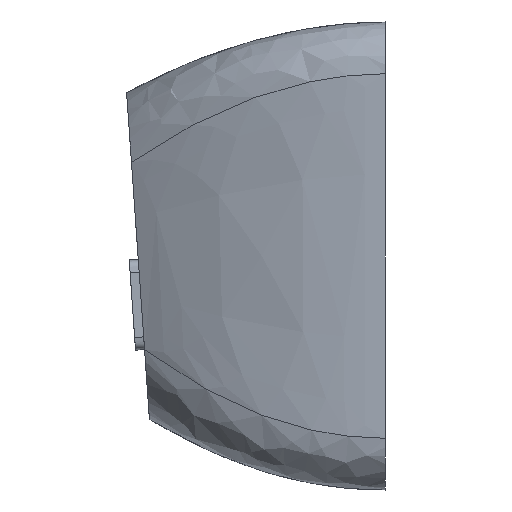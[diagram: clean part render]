
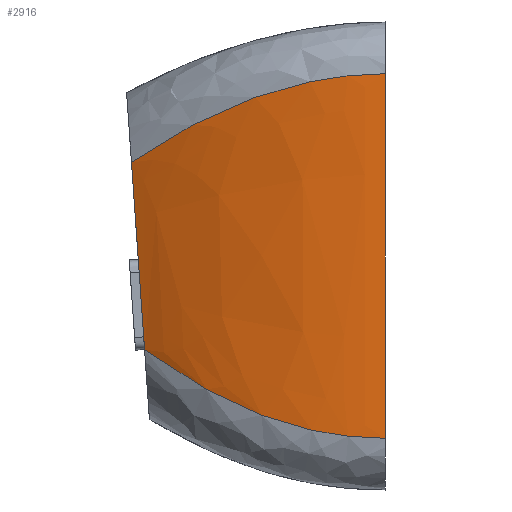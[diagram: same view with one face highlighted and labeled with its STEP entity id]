
A CAD part, left-side view. The second image highlights one B-rep face of the part: STEP entity #2916.
In plain terms, the highlighted free-form (B-spline) face has degree [3, 3] with [4, 4] control points.
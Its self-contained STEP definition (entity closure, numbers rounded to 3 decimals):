
#72=B_SPLINE_SURFACE_WITH_KNOTS('',3,3,((#5505,#5506,#5507,#5508),(#5509,
#5510,#5511,#5512),(#5513,#5514,#5515,#5516),(#5517,#5518,#5519,#5520)),
 .UNSPECIFIED.,.F.,.F.,.F.,(4,4),(4,4),(0.,1.),(0.,1.),.UNSPECIFIED.);
#187=B_SPLINE_CURVE_WITH_KNOTS('',3,(#5497,#5498,#5499,#5500),
 .UNSPECIFIED.,.F.,.F.,(4,4),(0.,1.),.UNSPECIFIED.);
#189=B_SPLINE_CURVE_WITH_KNOTS('',3,(#5521,#5522,#5523,#5524),
 .UNSPECIFIED.,.F.,.F.,(4,4),(0.,1.),.UNSPECIFIED.);
#299=FACE_OUTER_BOUND('',#464,.T.);
#464=EDGE_LOOP('',(#2273,#2274,#2275,#2276));
#662=LINE('',#4995,#953);
#663=LINE('',#5465,#954);
#953=VECTOR('',#3331,10.);
#954=VECTOR('',#3336,10.);
#1260=VERTEX_POINT('',#4981);
#1266=VERTEX_POINT('',#4993);
#1276=VERTEX_POINT('',#5462);
#1277=VERTEX_POINT('',#5464);
#1614=EDGE_CURVE('',#1260,#1266,#662,.T.);
#1632=EDGE_CURVE('',#1276,#1277,#663,.T.);
#1639=EDGE_CURVE('',#1260,#1276,#187,.T.);
#1641=EDGE_CURVE('',#1266,#1277,#189,.T.);
#2273=ORIENTED_EDGE('',*,*,#1614,.T.);
#2274=ORIENTED_EDGE('',*,*,#1641,.T.);
#2275=ORIENTED_EDGE('',*,*,#1632,.F.);
#2276=ORIENTED_EDGE('',*,*,#1639,.F.);
#2916=ADVANCED_FACE('',(#299),#72,.T.);
#3331=DIRECTION('',(0.,-0.07,-0.998));
#3336=DIRECTION('',(0.,0.,-1.));
#4981=CARTESIAN_POINT('',(2.7,9.82,12.669));
#4993=CARTESIAN_POINT('',(2.7,9.314,5.431));
#4995=CARTESIAN_POINT('',(2.7,9.82,12.669));
#5462=CARTESIAN_POINT('',(0.,0.,16.1));
#5464=CARTESIAN_POINT('',(0.,0.,2.));
#5465=CARTESIAN_POINT('',(0.,0.,16.1));
#5497=CARTESIAN_POINT('Ctrl Pts',(2.7,9.82,12.669));
#5498=CARTESIAN_POINT('Ctrl Pts',(0.9,6.547,14.956));
#5499=CARTESIAN_POINT('Ctrl Pts',(0.,3.189,
16.1));
#5500=CARTESIAN_POINT('Ctrl Pts',(0.,0.,16.1));
#5505=CARTESIAN_POINT('Ctrl Pts',(2.7,9.82,12.669));
#5506=CARTESIAN_POINT('Ctrl Pts',(0.9,6.547,14.956));
#5507=CARTESIAN_POINT('Ctrl Pts',(0.,3.189,
16.1));
#5508=CARTESIAN_POINT('Ctrl Pts',(0.,0.,16.1));
#5509=CARTESIAN_POINT('Ctrl Pts',(2.7,9.722,11.259));
#5510=CARTESIAN_POINT('Ctrl Pts',(0.939,6.481,13.324));
#5511=CARTESIAN_POINT('Ctrl Pts',(0.,3.189,
15.053));
#5512=CARTESIAN_POINT('Ctrl Pts',(0.,0.,15.053));
#5513=CARTESIAN_POINT('Ctrl Pts',(2.7,9.413,6.841));
#5514=CARTESIAN_POINT('Ctrl Pts',(0.939,6.275,4.776));
#5515=CARTESIAN_POINT('Ctrl Pts',(0.,3.189,
3.047));
#5516=CARTESIAN_POINT('Ctrl Pts',(0.,0.,3.047));
#5517=CARTESIAN_POINT('Ctrl Pts',(2.7,9.314,5.431));
#5518=CARTESIAN_POINT('Ctrl Pts',(0.9,6.209,3.144));
#5519=CARTESIAN_POINT('Ctrl Pts',(0.,3.189,
2.));
#5520=CARTESIAN_POINT('Ctrl Pts',(0.,0.,2.));
#5521=CARTESIAN_POINT('Ctrl Pts',(2.7,9.314,5.431));
#5522=CARTESIAN_POINT('Ctrl Pts',(0.9,6.209,3.144));
#5523=CARTESIAN_POINT('Ctrl Pts',(0.,3.189,
2.));
#5524=CARTESIAN_POINT('Ctrl Pts',(0.,0.,2.));
